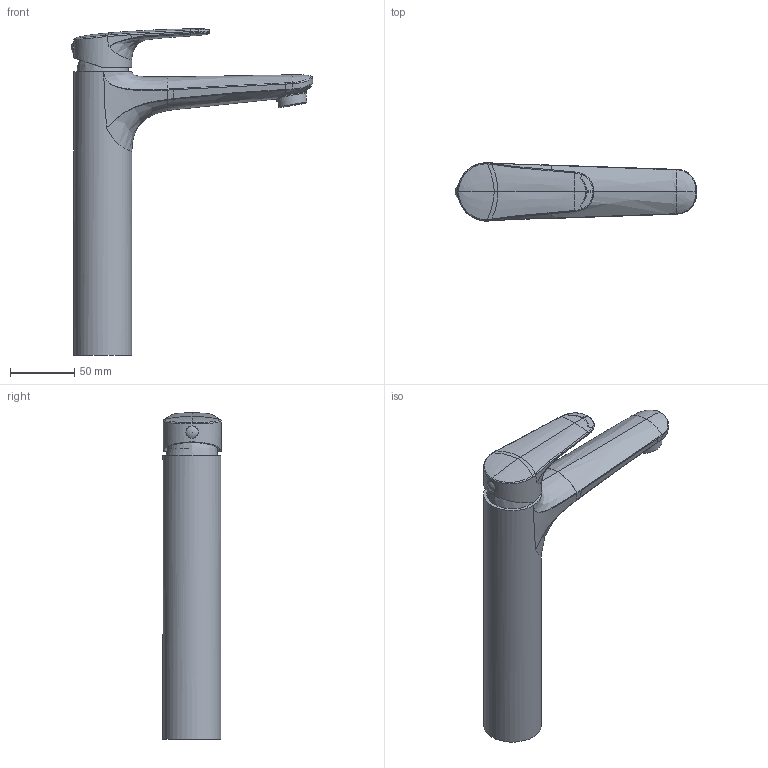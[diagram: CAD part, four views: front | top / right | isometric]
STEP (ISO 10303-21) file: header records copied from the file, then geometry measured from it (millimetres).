
FILE_DESCRIPTION(/* description */ (''),/* implementation_level */ '2;1');
FILE_NAME(/* name */ '3D_TVW105105110_O.step',/* time_stamp */ '2023-01-11T15:03:22+01:00',/* author */ (''),/* organization */ (''),/* preprocessor_version */ 'ST-DEVELOPER v19.2',/* originating_system */ 'Autodesk Translation Framework v11.17.0.187',/* authorisation */ '');
FILE_SCHEMA (('AUTOMOTIVE_DESIGN { 1 0 10303 214 3 1 1 }'));
Length unit declared in the file: millimetre
Products named in the file (9): (Nicht gespeichert); 80T168A72; Komponente32; 8ZG97003; ASM0011_ASM; PRT0036; PRT0037; PRT0035; BS-2_AF1_1 (1)
Assembly tree (8 placements, depth 3):
  (Nicht gespeichert)
    80T168A72
      Komponente32
    8ZG97003
    ASM0011_ASM
      PRT0036
      PRT0037
    PRT0035
    BS-2_AF1_1 (1)
Bounding box: 187.54 x 45.05 x 253.53 mm (x, y, z)
Volume: 478075.9 mm3; surface area: 69978.8 mm2
Topology: 6 solids, 6 shells, 250 faces, 596 edges, 363 vertices
Faces by surface type: bspline 135, plane 55, cylinder 40, cone 10, torus 7, sphere 3
Full cylindrical faces by diameter (mm): 4.2 x1, 5.2 x1, 7 x1, 9.5 x1, 16.2 x1, 17.4 x1, 18 x1, 18.9 x1, 19.5 x1, 20 x1, 20.4 x1, 21 x2, 22.3 x1, 23.5 x2, 25 x1, 33.5 x1, 35.8 x1, 44.999 x1, 45 x1
Entity records: 21467 total; most frequent: CARTESIAN_POINT 16256, ORIENTED_EDGE 1178, DIRECTION 820, EDGE_CURVE 589, VERTEX_POINT 363, AXIS2_PLACEMENT_3D 347, EDGE_LOOP 276, FACE_OUTER_BOUND 250
